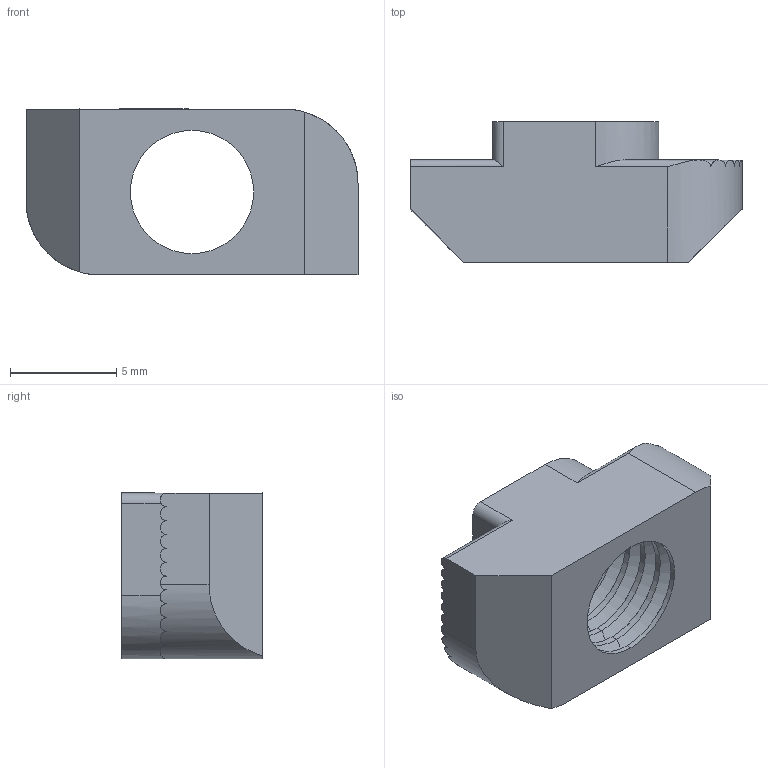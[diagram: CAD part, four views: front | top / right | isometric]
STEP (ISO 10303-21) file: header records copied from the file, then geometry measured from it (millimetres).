
FILE_DESCRIPTION (( 'STEP AP203' ), '1' );
FILE_NAME ('CE-TN6-8-30.STEP', '2016-12-01T09:25:35', ( 'Windows 蚚誧' ), ( 'Users' ), 'SwSTEP 2.0', 'SolidWorks 2012', '' );
FILE_SCHEMA (( 'CONFIG_CONTROL_DESIGN' ));
Length unit declared in the file: millimetre
Products named in the file (1): CE-TN6-8-30
Bounding box: 15.6 x 6.6 x 7.8 mm (x, y, z)
Volume: 421 mm3; surface area: 626.2 mm2
Topology: 1 solids, 1 shells, 80 faces, 196 edges, 118 vertices
Faces by surface type: cylinder 44, cone 26, plane 10
Entity records: 2595 total; most frequent: CARTESIAN_POINT 629, DIRECTION 410, ORIENTED_EDGE 392, EDGE_CURVE 196, AXIS2_PLACEMENT_3D 159, VERTEX_POINT 118, LINE 92, VECTOR 92
